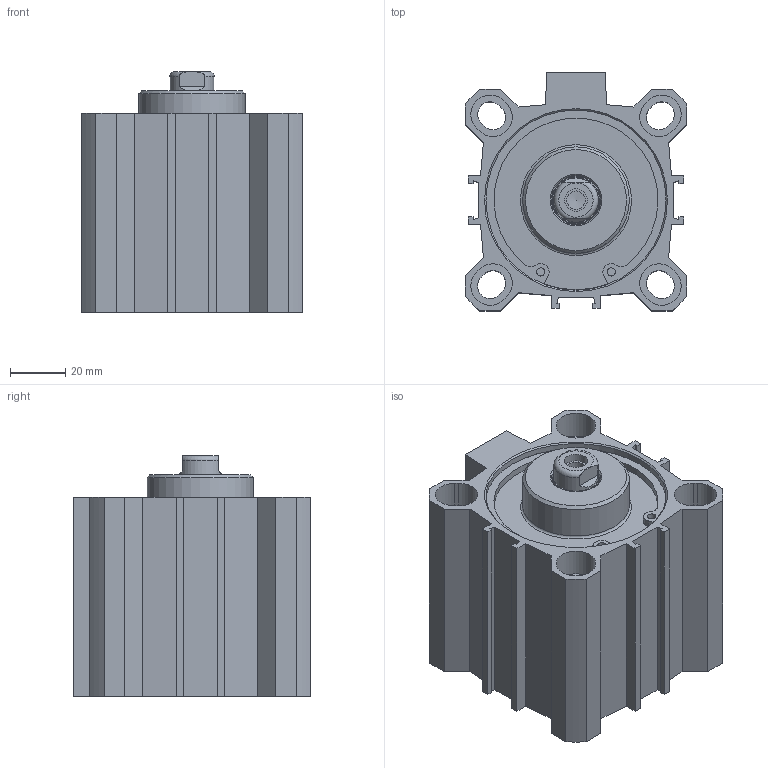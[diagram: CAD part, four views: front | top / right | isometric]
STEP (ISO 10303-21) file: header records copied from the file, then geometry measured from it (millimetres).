
FILE_DESCRIPTION((''),'2;1');
FILE_NAME('FDM063.030.GS.F.stp','2014-06-03T16:44:24',('carlo.corazza'),(''),'Autodesk Inventor 2012','Autodesk Inventor 2012','');
FILE_SCHEMA(('AUTOMOTIVE_DESIGN { 1 0 10303 214 1 1 1 1 }'));
Length unit declared in the file: millimetre
Products named in the file (5): FDM063..GS.F; CORPO-030; TA; TP; STELO-030
Assembly tree (4 placements, depth 2):
  FDM063..GS.F
    CORPO-030
    TA
    TP
    STELO-030
Bounding box: 80 x 86 x 87 mm (x, y, z)
Volume: 183149.8 mm3; surface area: 84102 mm2
Topology: 4 solids, 5 shells, 236 faces, 578 edges, 372 vertices
Faces by surface type: plane 130, cylinder 68, cone 28, torus 10
Full cylindrical faces by diameter (mm): 3 x4, 3.2 x2, 6.647 x2, 8.25 x1, 8.566 x2, 16 x1, 16.54 x1, 17.7 x1, 18 x1, 20.32 x1, 20.5 x1, 38.5 x1, 47 x1, 63 x1, 64.7 x4, 65.1 x2, 68.2 x2
Entity records: 7029 total; most frequent: CARTESIAN_POINT 1239, DIRECTION 1154, ORIENTED_EDGE 1002, EDGE_CURVE 501, AXIS2_PLACEMENT_3D 418, VERTEX_POINT 359, EDGE_LOOP 336, VECTOR 318
